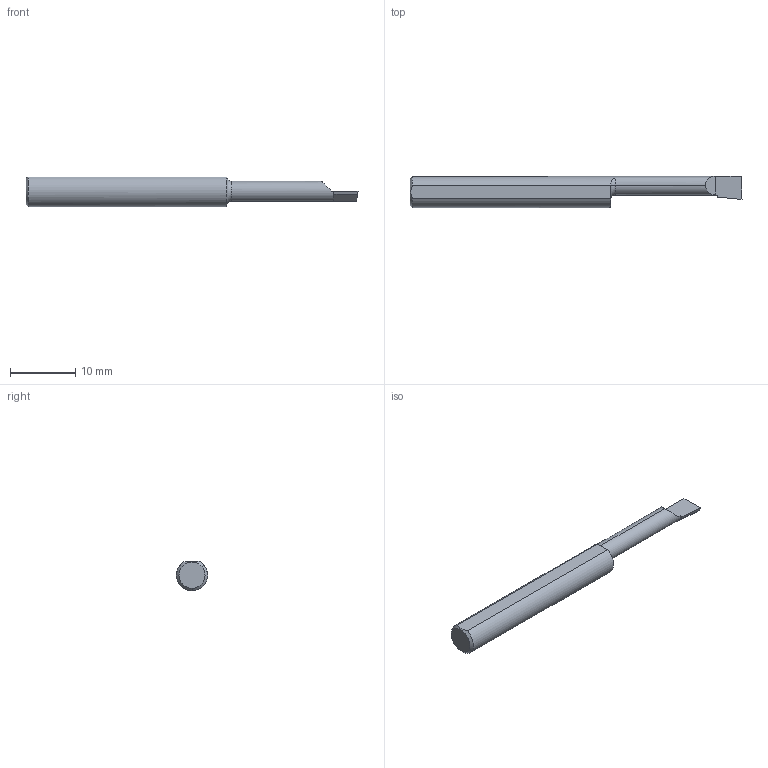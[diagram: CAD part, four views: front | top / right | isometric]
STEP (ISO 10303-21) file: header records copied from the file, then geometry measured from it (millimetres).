
FILE_DESCRIPTION (( 'STEP AP203' ), '1' );
FILE_NAME ('211914-LHB140750.STEP', '2024-08-23T16:21:57', ( '' ), ( '' ), 'SwSTEP 2.0', 'SolidWorks 2024', '' );
FILE_SCHEMA (( 'CONFIG_CONTROL_DESIGN' ));
Length unit declared in the file: inch
Products named in the file (1): 211914-LHB140750
Bounding box: 50.8 x 4.75 x 4.5 mm (x, y, z)
Volume: 658.8 mm3; surface area: 667.8 mm2
Topology: 1 solids, 1 shells, 19 faces, 48 edges, 31 vertices
Faces by surface type: plane 10, cylinder 4, torus 3, cone 2
Entity records: 679 total; most frequent: CARTESIAN_POINT 158, ORIENTED_EDGE 96, DIRECTION 88, EDGE_CURVE 48, AXIS2_PLACEMENT_3D 32, VERTEX_POINT 31, VECTOR 24, LINE 24
